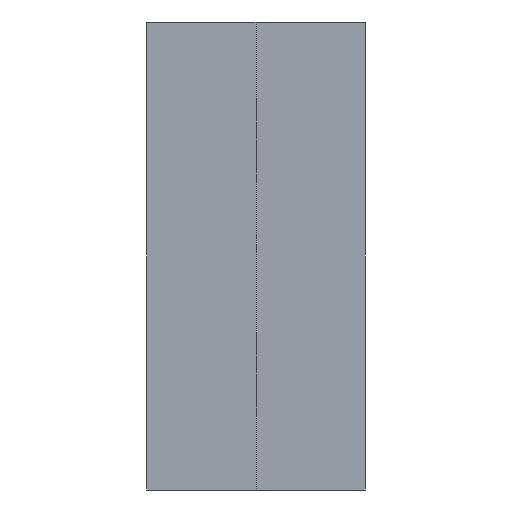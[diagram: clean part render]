
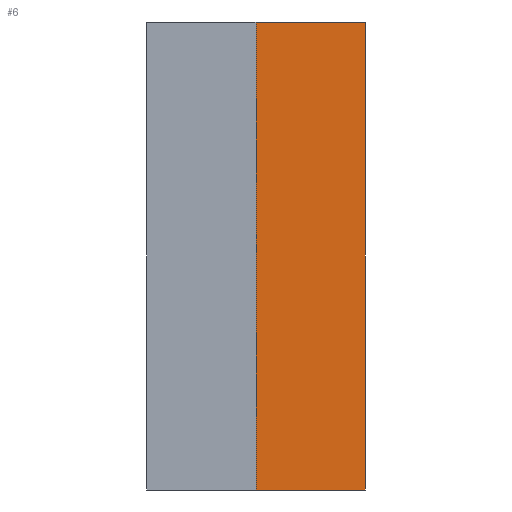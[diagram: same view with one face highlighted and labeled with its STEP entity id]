
A CAD part, front view. The second image highlights one B-rep face of the part: STEP entity #6.
In plain terms, the highlighted planar face has unit normal (0, -1, 0).
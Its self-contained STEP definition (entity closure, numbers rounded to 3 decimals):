
#2 = ORIENTED_EDGE ( 'NONE', *, *, #161, .F. ) ;
#4 = VERTEX_POINT ( 'NONE', #518 ) ;
#5 = VERTEX_POINT ( 'NONE', #516 ) ;
#6 = ADVANCED_FACE ( 'NONE', ( #515 ), #517, .F. ) ;
#148 = EDGE_CURVE ( 'NONE', #219, #4, #375, .T. ) ;
#150 = ORIENTED_EDGE ( 'NONE', *, *, #148, .T. ) ;
#160 = ORIENTED_EDGE ( 'NONE', *, *, #220, .T. ) ;
#161 = EDGE_CURVE ( 'NONE', #238, #5, #604, .T. ) ;
#162 = ORIENTED_EDGE ( 'NONE', *, *, #218, .F. ) ;
#217 = EDGE_LOOP ( 'NONE', ( #160, #2, #162, #150 ) ) ;
#218 = EDGE_CURVE ( 'NONE', #219, #238, #621, .T. ) ;
#219 = VERTEX_POINT ( 'NONE', #727 ) ;
#220 = EDGE_CURVE ( 'NONE', #4, #5, #764, .T. ) ;
#238 = VERTEX_POINT ( 'NONE', #740 ) ;
#373 = DIRECTION ( 'NONE',  ( 1., 0., 0. ) ) ;
#374 = VECTOR ( 'NONE', #373, 1000. ) ;
#375 = LINE ( 'NONE', #378, #374 ) ;
#378 = CARTESIAN_POINT ( 'NONE',  ( 7., 22., -15. ) ) ;
#403 = CARTESIAN_POINT ( 'NONE',  ( 7., 22., -15. ) ) ;
#508 = DIRECTION ( 'NONE',  ( 0., 0., 1. ) ) ;
#509 = DIRECTION ( 'NONE',  ( 0., 1., 0. ) ) ;
#513 = AXIS2_PLACEMENT_3D ( 'NONE', #403, #509, #508 ) ;
#515 = FACE_OUTER_BOUND ( 'NONE', #217, .T. ) ;
#516 = CARTESIAN_POINT ( 'NONE',  ( 14., 22., 15. ) ) ;
#517 = PLANE ( 'NONE',  #513 ) ;
#518 = CARTESIAN_POINT ( 'NONE',  ( 14., 22., -15. ) ) ;
#599 = DIRECTION ( 'NONE',  ( 1., 0., 0. ) ) ;
#600 = VECTOR ( 'NONE', #599, 1000. ) ;
#603 = CARTESIAN_POINT ( 'NONE',  ( 7., 22., 15. ) ) ;
#604 = LINE ( 'NONE', #603, #600 ) ;
#621 = LINE ( 'NONE', #767, #766 ) ;
#727 = CARTESIAN_POINT ( 'NONE',  ( 7., 22., -15. ) ) ;
#740 = CARTESIAN_POINT ( 'NONE',  ( 7., 22., 15. ) ) ;
#761 = DIRECTION ( 'NONE',  ( 0., 0., 1. ) ) ;
#762 = VECTOR ( 'NONE', #761, 1000. ) ;
#763 = CARTESIAN_POINT ( 'NONE',  ( 14., 22., 0. ) ) ;
#764 = LINE ( 'NONE', #763, #762 ) ;
#765 = DIRECTION ( 'NONE',  ( 0., 0., 1. ) ) ;
#766 = VECTOR ( 'NONE', #765, 1000. ) ;
#767 = CARTESIAN_POINT ( 'NONE',  ( 7., 22., 0. ) ) ;
